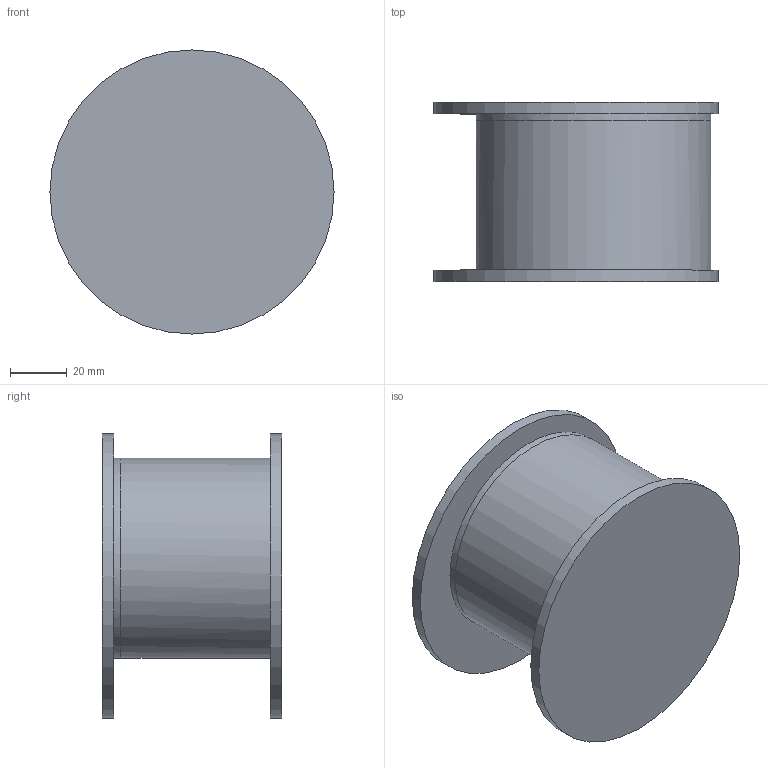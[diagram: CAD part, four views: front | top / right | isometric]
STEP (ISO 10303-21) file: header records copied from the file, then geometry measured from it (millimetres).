
FILE_DESCRIPTION(/* description */ (''),/* implementation_level */ '2;1');
FILE_NAME(/* name */ '',/* time_stamp */ '2023-02-20T23:39:53+03:00',/* author */ (''),/* organization */ (''),/* preprocessor_version */ 'ST-DEVELOPER v19.2',/* originating_system */ 'Autodesk Translation Framework v11.17.0.187',/* authorisation */ '');
FILE_SCHEMA (('AUTOMOTIVE_DESIGN { 1 0 10303 214 3 1 1 }'));
Length unit declared in the file: millimetre
Products named in the file (4): Барабан (2); Барабан стенка 
1; Барабан стенка 
2; Спираль
Assembly tree (3 placements, depth 2):
  Барабан (2)
    Барабан стенка 
1
    Барабан стенка 
2
    Спираль
Bounding box: 100 x 63 x 100 mm (x, y, z)
Volume: 118983.9 mm3; surface area: 63375.2 mm2
Topology: 3 solids, 3 shells, 24 faces, 48 edges, 32 vertices
Faces by surface type: plane 14, bspline 8, cylinder 2
Full cylindrical faces by diameter (mm): 100 x2
Entity records: 1644 total; most frequent: CARTESIAN_POINT 1067, ORIENTED_EDGE 96, DIRECTION 84, EDGE_CURVE 48, VERTEX_POINT 32, LINE 30, VECTOR 30, AXIS2_PLACEMENT_3D 27
